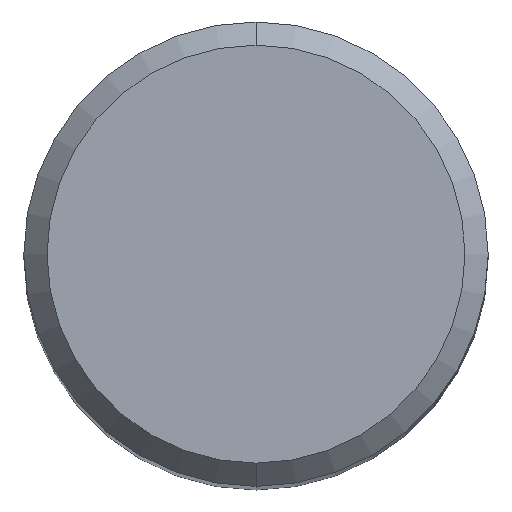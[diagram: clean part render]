
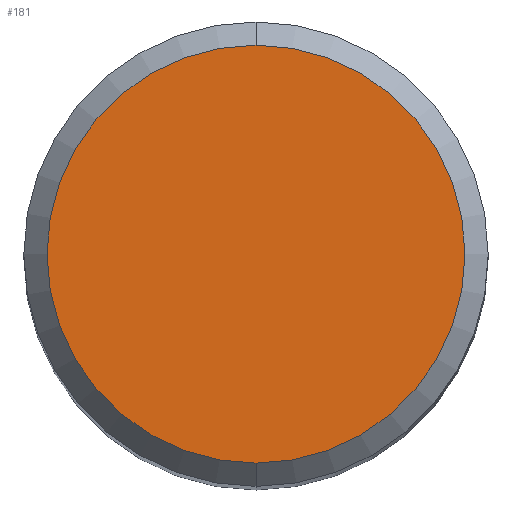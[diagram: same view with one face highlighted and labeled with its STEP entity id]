
A CAD part, top view. The second image highlights one B-rep face of the part: STEP entity #181.
In plain terms, the highlighted planar face has unit normal (0, 0, 1).
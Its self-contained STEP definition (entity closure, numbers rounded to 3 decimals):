
#181=ADVANCED_FACE('',(#473),#474,.T.);
#193=EDGE_CURVE('',#229,#249,#488,.T.);
#229=VERTEX_POINT('',#529);
#249=VERTEX_POINT('',#550);
#313=EDGE_CURVE('',#249,#229,#622,.T.);
#473=FACE_OUTER_BOUND('',#787,.T.);
#474=PLANE('',#788);
#488=CIRCLE('',#819,3.6);
#529=CARTESIAN_POINT('',(0.0,3.6,0.));
#550=CARTESIAN_POINT('',(0.,-3.6,0.));
#622=CIRCLE('',#1080,3.6);
#787=EDGE_LOOP('',(#1404,#1405));
#788=AXIS2_PLACEMENT_3D('',#1406,#1407,#1408);
#819=AXIS2_PLACEMENT_3D('',#1426,#1427,#1428);
#1080=AXIS2_PLACEMENT_3D('',#1591,#1592,#1593);
#1404=ORIENTED_EDGE('',*,*,#193,.F.);
#1405=ORIENTED_EDGE('',*,*,#313,.F.);
#1406=CARTESIAN_POINT('',(0.0,1.8,0.));
#1407=DIRECTION('',(-0.0,0.0,1.0));
#1408=DIRECTION('',(0.0,-1.0,0.0));
#1426=CARTESIAN_POINT('',(0.0,0.0,0.));
#1427=DIRECTION('',(0.0,0.0,-1.0));
#1428=DIRECTION('',(0.0,1.0,0.0));
#1591=CARTESIAN_POINT('',(0.0,0.0,0.));
#1592=DIRECTION('',(0.0,0.0,-1.0));
#1593=DIRECTION('',(0.0,1.0,0.0));
